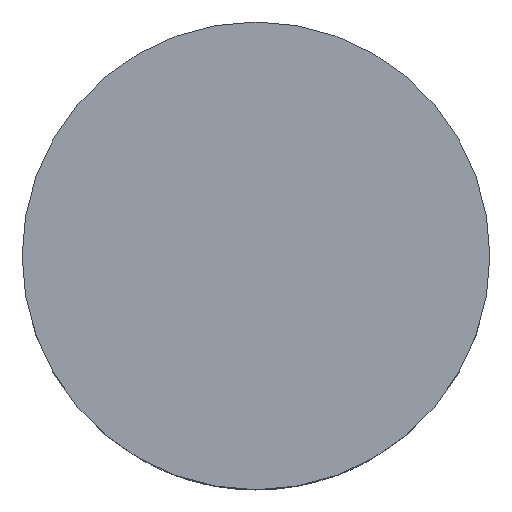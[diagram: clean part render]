
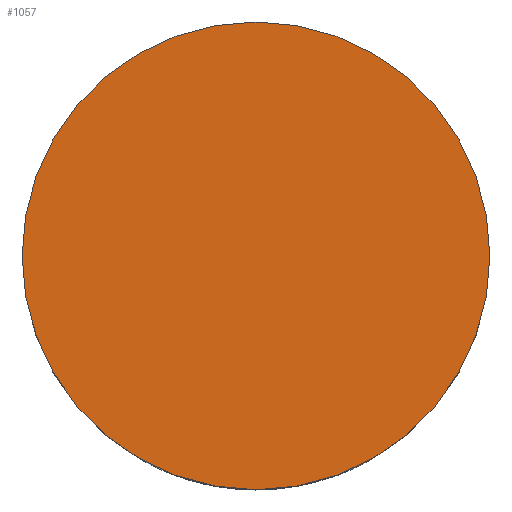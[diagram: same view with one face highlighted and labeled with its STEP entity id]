
A CAD part, top view. The second image highlights one B-rep face of the part: STEP entity #1057.
In plain terms, the highlighted planar face has unit normal (0, 0, 1).
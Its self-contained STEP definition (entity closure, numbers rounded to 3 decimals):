
#133=CARTESIAN_POINT('Vertex',(-10.75,0.,167.5)) ;
#147=CARTESIAN_POINT('Vertex',(10.75,0.,167.5)) ;
#150=CARTESIAN_POINT('Axis2P3D Location',(0.,0.,167.5)) ;
#1043=CARTESIAN_POINT('Axis2P3D Location',(0.,0.,167.5)) ;
#1048=CARTESIAN_POINT('Axis2P3D Location',(0.,0.,167.5)) ;
#151=DIRECTION('Axis2P3D Direction',(0.,0.,1.)) ;
#1044=DIRECTION('Axis2P3D Direction',(0.,0.,1.)) ;
#1045=DIRECTION('Axis2P3D XDirection',(-1.,-0.,-0.)) ;
#1049=DIRECTION('Axis2P3D Direction',(0.,0.,1.)) ;
#152=AXIS2_PLACEMENT_3D('Circle Axis2P3D',#150,#151,$) ;
#1046=AXIS2_PLACEMENT_3D('Plane Axis2P3D',#1043,#1044,#1045) ;
#1050=AXIS2_PLACEMENT_3D('Circle Axis2P3D',#1048,#1049,$) ;
#1054=ORIENTED_EDGE('',*,*,#154,.T.) ;
#1055=ORIENTED_EDGE('',*,*,#1052,.T.) ;
#1057=ADVANCED_FACE('Corps principal',(#1056),#1047,.T.) ;
#153=CIRCLE('generated circle',#152,10.75) ;
#1051=CIRCLE('generated circle',#1050,10.75) ;
#154=EDGE_CURVE('',#134,#148,#153,.T.) ;
#1052=EDGE_CURVE('',#148,#134,#1051,.T.) ;
#1053=EDGE_LOOP('',(#1054,#1055)) ;
#1056=FACE_OUTER_BOUND('',#1053,.T.) ;
#1047=PLANE('',#1046) ;
#134=VERTEX_POINT('',#133) ;
#148=VERTEX_POINT('',#147) ;
